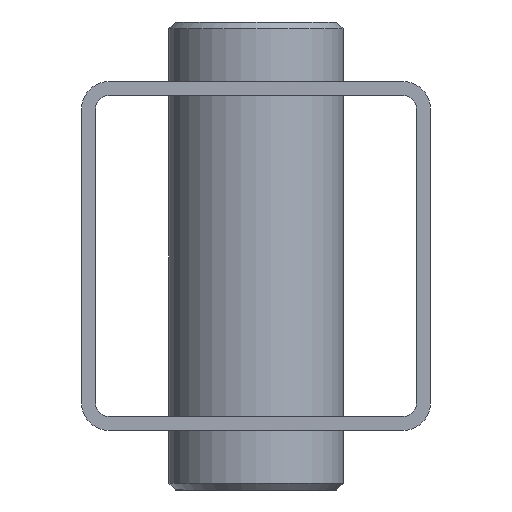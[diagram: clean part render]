
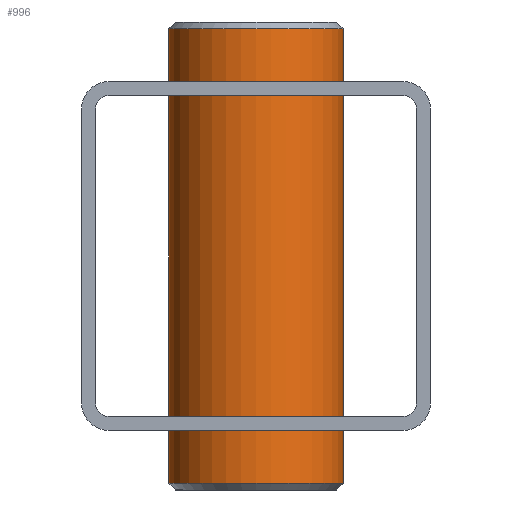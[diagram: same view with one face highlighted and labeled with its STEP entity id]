
A CAD part, left-side view. The second image highlights one B-rep face of the part: STEP entity #996.
In plain terms, the highlighted cylindrical face has radius 12.49 mm (diameter 24.98 mm), a partial arc.
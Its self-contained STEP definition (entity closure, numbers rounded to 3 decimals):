
#42 = DIRECTION ( 'NONE',  ( -1., 0., 0. ) ) ;
#52 = CARTESIAN_POINT ( 'NONE',  ( -32.5, 0., 0. ) ) ;
#115 = FACE_OUTER_BOUND ( 'NONE', #1115, .T. ) ;
#131 = EDGE_CURVE ( 'NONE', #2018, #985, #1793, .T. ) ;
#142 = EDGE_CURVE ( 'NONE', #155, #1427, #1161, .T. ) ;
#155 = VERTEX_POINT ( 'NONE', #374 ) ;
#228 = CARTESIAN_POINT ( 'NONE',  ( -33.5, 12.49, 0. ) ) ;
#254 = ORIENTED_EDGE ( 'NONE', *, *, #1567, .F. ) ;
#263 = CARTESIAN_POINT ( 'NONE',  ( 32.5, 12.49, 0. ) ) ;
#303 = CARTESIAN_POINT ( 'NONE',  ( -32.5, 12.49, 0. ) ) ;
#374 = CARTESIAN_POINT ( 'NONE',  ( -32.5, -12.49, 0. ) ) ;
#405 = CARTESIAN_POINT ( 'NONE',  ( 32.5, 0., 0. ) ) ;
#484 = DIRECTION ( 'NONE',  ( 1., 0., 0. ) ) ;
#502 = CARTESIAN_POINT ( 'NONE',  ( -33.5, -12.49, 0. ) ) ;
#630 = DIRECTION ( 'NONE',  ( 1., 0., 0. ) ) ;
#707 = EDGE_CURVE ( 'NONE', #1427, #2018, #2059, .T. ) ;
#722 = DIRECTION ( 'NONE',  ( 1., 0., 0. ) ) ;
#772 = CYLINDRICAL_SURFACE ( 'NONE', #2101, 12.49 ) ;
#798 = CARTESIAN_POINT ( 'NONE',  ( -33.5, 0., 0. ) ) ;
#892 = VECTOR ( 'NONE', #1240, 1000. ) ;
#985 = VERTEX_POINT ( 'NONE', #1453 ) ;
#996 = ADVANCED_FACE ( 'NONE', ( #115 ), #772, .T. ) ;
#1041 = LINE ( 'NONE', #502, #1440 ) ;
#1071 = DIRECTION ( 'NONE',  ( 0., -1., 0. ) ) ;
#1115 = EDGE_LOOP ( 'NONE', ( #254, #1772, #1655, #1202 ) ) ;
#1161 = CIRCLE ( 'NONE', #1825, 12.49 ) ;
#1202 = ORIENTED_EDGE ( 'NONE', *, *, #131, .T. ) ;
#1240 = DIRECTION ( 'NONE',  ( 1., 0., 0. ) ) ;
#1250 = DIRECTION ( 'NONE',  ( 0., -1., 0. ) ) ;
#1427 = VERTEX_POINT ( 'NONE', #303 ) ;
#1440 = VECTOR ( 'NONE', #484, 1000. ) ;
#1453 = CARTESIAN_POINT ( 'NONE',  ( 32.5, -12.49, 0. ) ) ;
#1487 = DIRECTION ( 'NONE',  ( 0., 1., 0. ) ) ;
#1508 = AXIS2_PLACEMENT_3D ( 'NONE', #405, #42, #1250 ) ;
#1567 = EDGE_CURVE ( 'NONE', #155, #985, #1041, .T. ) ;
#1655 = ORIENTED_EDGE ( 'NONE', *, *, #707, .T. ) ;
#1772 = ORIENTED_EDGE ( 'NONE', *, *, #142, .T. ) ;
#1793 = CIRCLE ( 'NONE', #1508, 12.49 ) ;
#1825 = AXIS2_PLACEMENT_3D ( 'NONE', #52, #722, #1071 ) ;
#2018 = VERTEX_POINT ( 'NONE', #263 ) ;
#2059 = LINE ( 'NONE', #228, #892 ) ;
#2101 = AXIS2_PLACEMENT_3D ( 'NONE', #798, #630, #1487 ) ;
